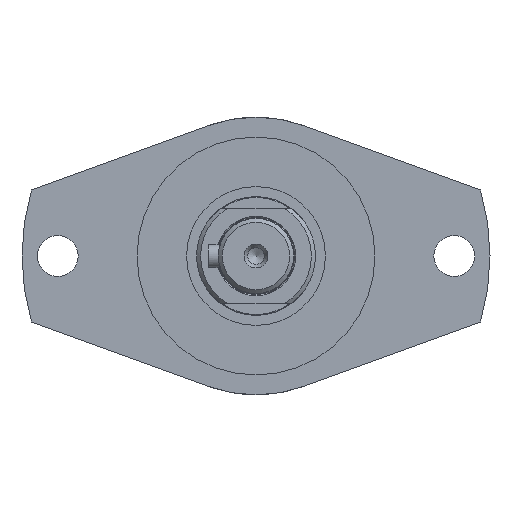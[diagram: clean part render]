
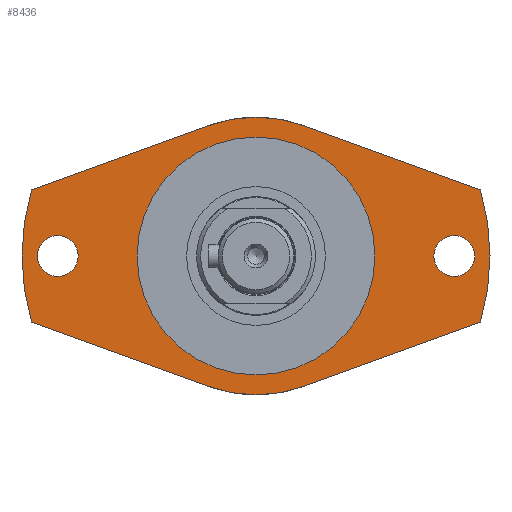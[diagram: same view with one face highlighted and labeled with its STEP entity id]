
A CAD part, left-side view. The second image highlights one B-rep face of the part: STEP entity #8436.
In plain terms, the highlighted planar face has unit normal (-1, 0, 0).
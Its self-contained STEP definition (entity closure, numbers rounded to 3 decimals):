
#529=FACE_BOUND('',#2811,.T.);
#530=FACE_BOUND('',#2812,.T.);
#531=FACE_BOUND('',#2813,.T.);
#1023=LINE('',#14877,#1528);
#1024=LINE('',#14880,#1529);
#1025=LINE('',#14882,#1530);
#1026=LINE('',#14885,#1531);
#1528=VECTOR('',#12033,10.);
#1529=VECTOR('',#12036,10.);
#1530=VECTOR('',#12037,10.);
#1531=VECTOR('',#12040,10.);
#2280=FACE_OUTER_BOUND('',#2810,.T.);
#2810=EDGE_LOOP('',(#7438,#7439,#7440,#7441,#7442,#7443,#7444,#7445));
#2811=EDGE_LOOP('',(#7446));
#2812=EDGE_LOOP('',(#7447));
#2813=EDGE_LOOP('',(#7448,#7449));
#3394=CIRCLE('',#9519,59.);
#3395=CIRCLE('',#9521,30.);
#3396=CIRCLE('',#9522,30.);
#3400=CIRCLE('',#9528,59.);
#3401=CIRCLE('',#9530,35.);
#3402=CIRCLE('',#9531,35.);
#3403=CIRCLE('',#9532,5.15);
#3404=CIRCLE('',#9533,5.15);
#4153=VERTEX_POINT('',#14850);
#4154=VERTEX_POINT('',#14852);
#4155=VERTEX_POINT('',#14856);
#4156=VERTEX_POINT('',#14857);
#4159=VERTEX_POINT('',#14867);
#4162=VERTEX_POINT('',#14872);
#4163=VERTEX_POINT('',#14876);
#4164=VERTEX_POINT('',#14878);
#4165=VERTEX_POINT('',#14881);
#4166=VERTEX_POINT('',#14883);
#4167=VERTEX_POINT('',#14886);
#4168=VERTEX_POINT('',#14888);
#5269=EDGE_CURVE('',#4153,#4154,#3394,.T.);
#5271=EDGE_CURVE('',#4155,#4156,#3395,.T.);
#5272=EDGE_CURVE('',#4156,#4155,#3396,.T.);
#5279=EDGE_CURVE('',#4162,#4159,#3400,.T.);
#5280=EDGE_CURVE('',#4153,#4163,#1023,.T.);
#5281=EDGE_CURVE('',#4163,#4164,#3401,.T.);
#5282=EDGE_CURVE('',#4164,#4159,#1024,.T.);
#5283=EDGE_CURVE('',#4162,#4165,#1025,.T.);
#5284=EDGE_CURVE('',#4165,#4166,#3402,.T.);
#5285=EDGE_CURVE('',#4166,#4154,#1026,.T.);
#5286=EDGE_CURVE('',#4167,#4167,#3403,.T.);
#5287=EDGE_CURVE('',#4168,#4168,#3404,.T.);
#7438=ORIENTED_EDGE('',*,*,#5280,.T.);
#7439=ORIENTED_EDGE('',*,*,#5281,.T.);
#7440=ORIENTED_EDGE('',*,*,#5282,.T.);
#7441=ORIENTED_EDGE('',*,*,#5279,.F.);
#7442=ORIENTED_EDGE('',*,*,#5283,.T.);
#7443=ORIENTED_EDGE('',*,*,#5284,.T.);
#7444=ORIENTED_EDGE('',*,*,#5285,.T.);
#7445=ORIENTED_EDGE('',*,*,#5269,.F.);
#7446=ORIENTED_EDGE('',*,*,#5286,.T.);
#7447=ORIENTED_EDGE('',*,*,#5287,.T.);
#7448=ORIENTED_EDGE('',*,*,#5271,.T.);
#7449=ORIENTED_EDGE('',*,*,#5272,.T.);
#7958=PLANE('',#9529);
#8436=ADVANCED_FACE('',(#2280,#529,#530,#531),#7958,.T.);
#9519=AXIS2_PLACEMENT_3D('',#14853,#12007,#12008);
#9521=AXIS2_PLACEMENT_3D('',#14858,#12012,#12013);
#9522=AXIS2_PLACEMENT_3D('',#14859,#12014,#12015);
#9528=AXIS2_PLACEMENT_3D('',#14874,#12029,#12030);
#9529=AXIS2_PLACEMENT_3D('',#14875,#12031,#12032);
#9530=AXIS2_PLACEMENT_3D('',#14879,#12034,#12035);
#9531=AXIS2_PLACEMENT_3D('',#14884,#12038,#12039);
#9532=AXIS2_PLACEMENT_3D('',#14887,#12041,#12042);
#9533=AXIS2_PLACEMENT_3D('',#14889,#12043,#12044);
#12007=DIRECTION('center_axis',(1.,0.,0.));
#12008=DIRECTION('ref_axis',(0.,1.,0.));
#12012=DIRECTION('center_axis',(1.,0.,0.));
#12013=DIRECTION('ref_axis',(0.,1.,0.));
#12014=DIRECTION('center_axis',(1.,0.,0.));
#12015=DIRECTION('ref_axis',(0.,1.,0.));
#12029=DIRECTION('center_axis',(1.,0.,0.));
#12030=DIRECTION('ref_axis',(0.,1.,0.));
#12031=DIRECTION('center_axis',(-1.,0.,0.));
#12032=DIRECTION('ref_axis',(0.,0.,1.));
#12033=DIRECTION('',(0.,-0.94,-0.342));
#12034=DIRECTION('center_axis',(-1.,0.,0.));
#12035=DIRECTION('ref_axis',(0.,-0.342,0.94));
#12036=DIRECTION('',(0.,-0.94,0.342));
#12037=DIRECTION('',(0.,0.94,0.342));
#12038=DIRECTION('center_axis',(-1.,0.,0.));
#12039=DIRECTION('ref_axis',(0.,0.342,-0.94));
#12040=DIRECTION('',(0.,0.94,-0.342));
#12041=DIRECTION('center_axis',(1.,0.,0.));
#12042=DIRECTION('ref_axis',(0.,0.,
-1.));
#12043=DIRECTION('center_axis',(1.,0.,0.));
#12044=DIRECTION('ref_axis',(0.,0.,
-1.));
#14850=CARTESIAN_POINT('',(-155.,56.604,-16.644));
#14852=CARTESIAN_POINT('',(-155.,56.604,16.644));
#14853=CARTESIAN_POINT('Origin',(-155.,0.,0.));
#14856=CARTESIAN_POINT('',(-155.,30.,0.));
#14857=CARTESIAN_POINT('',(-155.,-30.,0.));
#14858=CARTESIAN_POINT('Origin',(-155.,0.,0.));
#14859=CARTESIAN_POINT('Origin',(-155.,0.,0.));
#14867=CARTESIAN_POINT('',(-155.,-56.604,-16.644));
#14872=CARTESIAN_POINT('',(-155.,-56.604,16.644));
#14874=CARTESIAN_POINT('Origin',(-155.,0.,0.));
#14875=CARTESIAN_POINT('Origin',(-155.,44.5,0.));
#14876=CARTESIAN_POINT('',(-155.,11.971,-32.889));
#14877=CARTESIAN_POINT('',(-155.,76.799,-9.294));
#14878=CARTESIAN_POINT('',(-155.,-11.971,-32.889));
#14879=CARTESIAN_POINT('Origin',(-155.,0.,0.));
#14880=CARTESIAN_POINT('',(-155.,7.677,-40.04));
#14881=CARTESIAN_POINT('',(-155.,-11.971,32.889));
#14882=CARTESIAN_POINT('',(-155.,-37.505,23.596));
#14883=CARTESIAN_POINT('',(-155.,11.971,32.889));
#14884=CARTESIAN_POINT('Origin',(-155.,0.,0.));
#14885=CARTESIAN_POINT('',(-155.,31.618,25.738));
#14886=CARTESIAN_POINT('',(-155.,-50.,5.15));
#14887=CARTESIAN_POINT('Origin',(-155.,-50.,0.));
#14888=CARTESIAN_POINT('',(-155.,50.,5.15));
#14889=CARTESIAN_POINT('Origin',(-155.,50.,0.));
